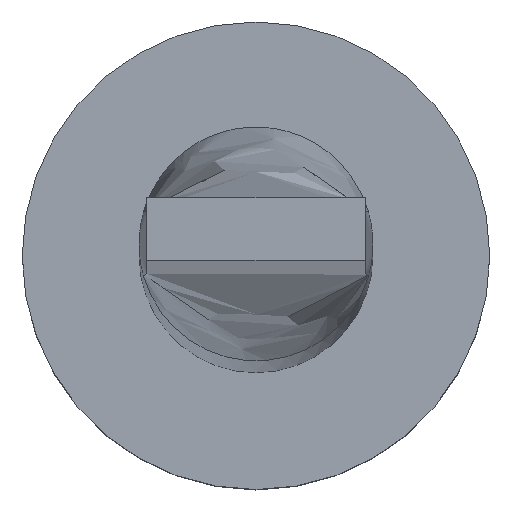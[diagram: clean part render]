
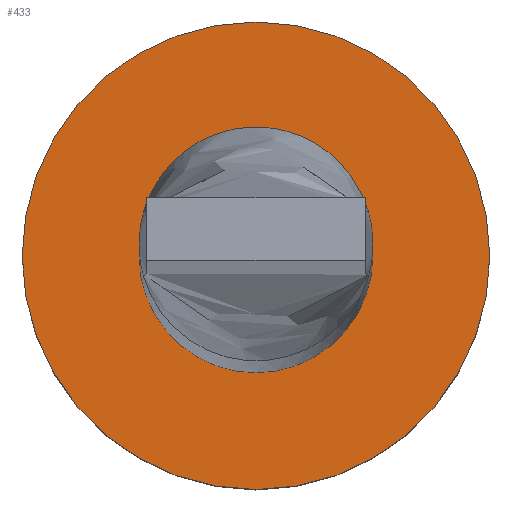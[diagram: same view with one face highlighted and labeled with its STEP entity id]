
A CAD part, top view. The second image highlights one B-rep face of the part: STEP entity #433.
In plain terms, the highlighted planar face has unit normal (0, 0, 1).
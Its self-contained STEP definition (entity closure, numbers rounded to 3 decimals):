
#2 = CARTESIAN_POINT ( 'NONE',  ( 0., 0., 3. ) ) ;
#24 = DIRECTION ( 'NONE',  ( 0., 0., 1. ) ) ;
#39 = CIRCLE ( 'NONE', #375, 3. ) ;
#82 = DIRECTION ( 'NONE',  ( 0., 0., 1. ) ) ;
#97 = CIRCLE ( 'NONE', #242, 1.5 ) ;
#102 = EDGE_CURVE ( 'NONE', #371, #197, #97, .T. ) ;
#112 = CARTESIAN_POINT ( 'NONE',  ( 0., 0., 3. ) ) ;
#120 = DIRECTION ( 'NONE',  ( 1., 0., 0. ) ) ;
#122 = AXIS2_PLACEMENT_3D ( 'NONE', #334, #427, #517 ) ;
#142 = ORIENTED_EDGE ( 'NONE', *, *, #511, .T. ) ;
#148 = CIRCLE ( 'NONE', #411, 1.5 ) ;
#153 = FACE_OUTER_BOUND ( 'NONE', #240, .T. ) ;
#163 = ORIENTED_EDGE ( 'NONE', *, *, #272, .T. ) ;
#172 = VERTEX_POINT ( 'NONE', #364 ) ;
#179 = DIRECTION ( 'NONE',  ( 1., 0., 0. ) ) ;
#191 = DIRECTION ( 'NONE',  ( 0., 0., 1. ) ) ;
#197 = VERTEX_POINT ( 'NONE', #407 ) ;
#205 = CARTESIAN_POINT ( 'NONE',  ( 0., 0., 3. ) ) ;
#240 = EDGE_LOOP ( 'NONE', ( #163, #142 ) ) ;
#242 = AXIS2_PLACEMENT_3D ( 'NONE', #2, #82, #266 ) ;
#265 = AXIS2_PLACEMENT_3D ( 'NONE', #112, #191, #459 ) ;
#266 = DIRECTION ( 'NONE',  ( 1., 0., 0. ) ) ;
#272 = EDGE_CURVE ( 'NONE', #172, #330, #39, .T. ) ;
#327 = CIRCLE ( 'NONE', #122, 3. ) ;
#330 = VERTEX_POINT ( 'NONE', #351 ) ;
#331 = ORIENTED_EDGE ( 'NONE', *, *, #553, .F. ) ;
#334 = CARTESIAN_POINT ( 'NONE',  ( 0., 0., 3. ) ) ;
#351 = CARTESIAN_POINT ( 'NONE',  ( 3., 0., 3. ) ) ;
#364 = CARTESIAN_POINT ( 'NONE',  ( -3., 0., 3. ) ) ;
#371 = VERTEX_POINT ( 'NONE', #413 ) ;
#375 = AXIS2_PLACEMENT_3D ( 'NONE', #577, #445, #179 ) ;
#405 = PLANE ( 'NONE',  #265 ) ;
#407 = CARTESIAN_POINT ( 'NONE',  ( -1.5, 0., 3. ) ) ;
#411 = AXIS2_PLACEMENT_3D ( 'NONE', #205, #24, #120 ) ;
#413 = CARTESIAN_POINT ( 'NONE',  ( 1.5, 0., 3. ) ) ;
#427 = DIRECTION ( 'NONE',  ( 0., 0., 1. ) ) ;
#433 = ADVANCED_FACE ( 'NONE', ( #502, #153 ), #405, .T. ) ;
#445 = DIRECTION ( 'NONE',  ( 0., 0., 1. ) ) ;
#459 = DIRECTION ( 'NONE',  ( 1., 0., 0. ) ) ;
#502 = FACE_BOUND ( 'NONE', #525, .T. ) ;
#511 = EDGE_CURVE ( 'NONE', #330, #172, #327, .T. ) ;
#517 = DIRECTION ( 'NONE',  ( 1., 0., 0. ) ) ;
#522 = ORIENTED_EDGE ( 'NONE', *, *, #102, .F. ) ;
#525 = EDGE_LOOP ( 'NONE', ( #331, #522 ) ) ;
#553 = EDGE_CURVE ( 'NONE', #197, #371, #148, .T. ) ;
#577 = CARTESIAN_POINT ( 'NONE',  ( 0., 0., 3. ) ) ;
